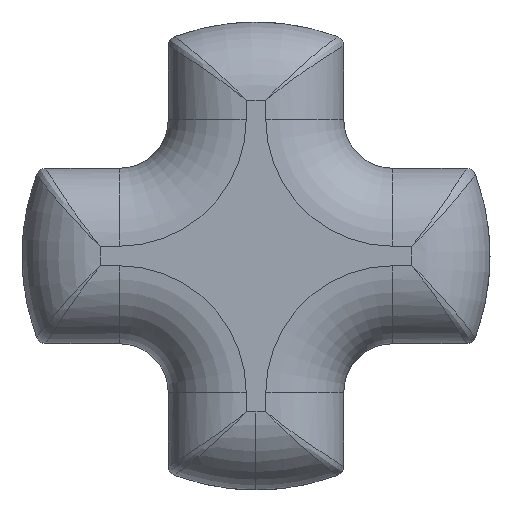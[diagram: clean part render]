
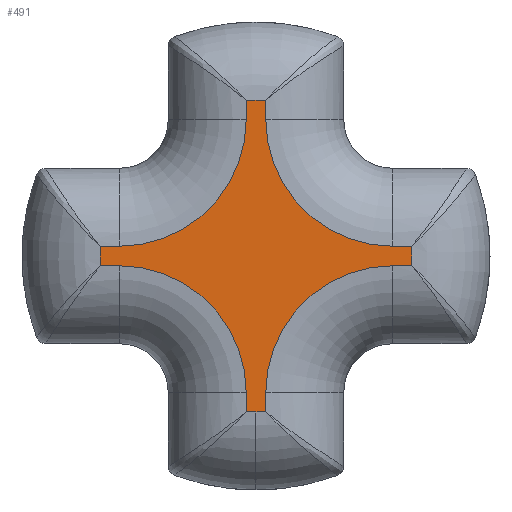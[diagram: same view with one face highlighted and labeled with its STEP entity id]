
A CAD part, left-side view. The second image highlights one B-rep face of the part: STEP entity #491.
In plain terms, the highlighted planar face has unit normal (-1, 0, 0).
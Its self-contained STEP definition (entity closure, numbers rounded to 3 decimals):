
#6 = VERTEX_POINT ( 'NONE', #7105 ) ;
#62 = ORIENTED_EDGE ( 'NONE', *, *, #7371, .T. ) ;
#108 = CARTESIAN_POINT ( 'NONE',  ( 0., -1.4, 0.1 ) ) ;
#153 = ORIENTED_EDGE ( 'NONE', *, *, #5365, .T. ) ;
#328 = ORIENTED_EDGE ( 'NONE', *, *, #6393, .T. ) ;
#358 = CARTESIAN_POINT ( 'NONE',  ( 0., 0.1, 1.597 ) ) ;
#364 = DIRECTION ( 'NONE',  ( -1., 0., 0. ) ) ;
#491 = ADVANCED_FACE ( 'NONE', ( #2377 ), #3140, .F. ) ;
#519 = CARTESIAN_POINT ( 'NONE',  ( 0., 0., 0. ) ) ;
#533 = VERTEX_POINT ( 'NONE', #7820 ) ;
#611 = VERTEX_POINT ( 'NONE', #3923 ) ;
#663 = CARTESIAN_POINT ( 'NONE',  ( 0., -1.597, -0.1 ) ) ;
#785 = CARTESIAN_POINT ( 'NONE',  ( 0., 0.1, 1.4 ) ) ;
#836 = EDGE_CURVE ( 'NONE', #533, #2733, #3627, .T. ) ;
#846 = DIRECTION ( 'NONE',  ( 1., 0., 0. ) ) ;
#861 = VERTEX_POINT ( 'NONE', #5901 ) ;
#873 = CARTESIAN_POINT ( 'NONE',  ( 0., 0., 0. ) ) ;
#881 = VECTOR ( 'NONE', #5556, 1000. ) ;
#893 = LINE ( 'NONE', #6558, #6004 ) ;
#929 = DIRECTION ( 'NONE',  ( -1., 0., 0. ) ) ;
#971 = CARTESIAN_POINT ( 'NONE',  ( 0., -1.597, 0.1 ) ) ;
#1007 = LINE ( 'NONE', #2928, #7665 ) ;
#1062 = ORIENTED_EDGE ( 'NONE', *, *, #1200, .T. ) ;
#1173 = DIRECTION ( 'NONE',  ( 0., 0., -1. ) ) ;
#1175 = DIRECTION ( 'NONE',  ( 0., 0., 1. ) ) ;
#1200 = EDGE_CURVE ( 'NONE', #2111, #5816, #1740, .T. ) ;
#1211 = VECTOR ( 'NONE', #1291, 1000. ) ;
#1229 = EDGE_CURVE ( 'NONE', #1946, #2099, #7780, .T. ) ;
#1291 = DIRECTION ( 'NONE',  ( 0., 0., 1. ) ) ;
#1358 = DIRECTION ( 'NONE',  ( -1., 0., 0. ) ) ;
#1410 = AXIS2_PLACEMENT_3D ( 'NONE', #5494, #1499, #6143 ) ;
#1499 = DIRECTION ( 'NONE',  ( 1., 0., 0. ) ) ;
#1516 = CIRCLE ( 'NONE', #1410, 1.3 ) ;
#1534 = LINE ( 'NONE', #5846, #2676 ) ;
#1549 = DIRECTION ( 'NONE',  ( 0., 0., -1. ) ) ;
#1643 = AXIS2_PLACEMENT_3D ( 'NONE', #8420, #8452, #4493 ) ;
#1740 = LINE ( 'NONE', #3234, #2673 ) ;
#1768 = VERTEX_POINT ( 'NONE', #4208 ) ;
#1780 = ORIENTED_EDGE ( 'NONE', *, *, #7714, .T. ) ;
#1886 = ORIENTED_EDGE ( 'NONE', *, *, #2143, .T. ) ;
#1946 = VERTEX_POINT ( 'NONE', #7249 ) ;
#1963 = CARTESIAN_POINT ( 'NONE',  ( 0., -0.1, 0. ) ) ;
#1981 = CIRCLE ( 'NONE', #2846, 1.3 ) ;
#2099 = VERTEX_POINT ( 'NONE', #3374 ) ;
#2111 = VERTEX_POINT ( 'NONE', #971 ) ;
#2117 = CARTESIAN_POINT ( 'NONE',  ( 0., 0., -0.1 ) ) ;
#2143 = EDGE_CURVE ( 'NONE', #8346, #3225, #5989, .T. ) ;
#2270 = DIRECTION ( 'NONE',  ( 0., 0., -1. ) ) ;
#2346 = EDGE_CURVE ( 'NONE', #6486, #861, #8264, .T. ) ;
#2377 = FACE_OUTER_BOUND ( 'NONE', #7109, .T. ) ;
#2518 = DIRECTION ( 'NONE',  ( 1., 0., 0. ) ) ;
#2534 = AXIS2_PLACEMENT_3D ( 'NONE', #5347, #1358, #6001 ) ;
#2553 = ORIENTED_EDGE ( 'NONE', *, *, #2940, .T. ) ;
#2562 = DIRECTION ( 'NONE',  ( 0., 0., -1. ) ) ;
#2590 = CARTESIAN_POINT ( 'NONE',  ( 0., 0., 0.1 ) ) ;
#2623 = ORIENTED_EDGE ( 'NONE', *, *, #5885, .T. ) ;
#2673 = VECTOR ( 'NONE', #7199, 1000. ) ;
#2676 = VECTOR ( 'NONE', #1175, 1000. ) ;
#2733 = VERTEX_POINT ( 'NONE', #3670 ) ;
#2775 = CIRCLE ( 'NONE', #3039, 1.6 ) ;
#2846 = AXIS2_PLACEMENT_3D ( 'NONE', #4829, #846, #5514 ) ;
#2897 = AXIS2_PLACEMENT_3D ( 'NONE', #6507, #2518, #7194 ) ;
#2916 = ORIENTED_EDGE ( 'NONE', *, *, #4723, .T. ) ;
#2928 = CARTESIAN_POINT ( 'NONE',  ( 0., 0.1, 0. ) ) ;
#2940 = EDGE_CURVE ( 'NONE', #1768, #533, #8259, .T. ) ;
#3039 = AXIS2_PLACEMENT_3D ( 'NONE', #4916, #929, #5592 ) ;
#3140 = PLANE ( 'NONE',  #1643 ) ;
#3187 = AXIS2_PLACEMENT_3D ( 'NONE', #3228, #7873, #3919 ) ;
#3225 = VERTEX_POINT ( 'NONE', #358 ) ;
#3228 = CARTESIAN_POINT ( 'NONE',  ( 0., 1.4, -1.4 ) ) ;
#3234 = CARTESIAN_POINT ( 'NONE',  ( 0., 0., 0.1 ) ) ;
#3244 = DIRECTION ( 'NONE',  ( 0., -1., 0. ) ) ;
#3374 = CARTESIAN_POINT ( 'NONE',  ( 0., 1.597, 0.1 ) ) ;
#3394 = AXIS2_PLACEMENT_3D ( 'NONE', #519, #5161, #1173 ) ;
#3425 = CARTESIAN_POINT ( 'NONE',  ( 0., -0.1, 1.4 ) ) ;
#3428 = VERTEX_POINT ( 'NONE', #785 ) ;
#3549 = ORIENTED_EDGE ( 'NONE', *, *, #1229, .T. ) ;
#3627 = CIRCLE ( 'NONE', #3187, 1.3 ) ;
#3637 = ORIENTED_EDGE ( 'NONE', *, *, #5031, .T. ) ;
#3670 = CARTESIAN_POINT ( 'NONE',  ( 0., 0.1, -1.4 ) ) ;
#3697 = AXIS2_PLACEMENT_3D ( 'NONE', #4361, #364, #5014 ) ;
#3777 = EDGE_CURVE ( 'NONE', #6929, #2111, #8350, .T. ) ;
#3919 = DIRECTION ( 'NONE',  ( 0., 0., -1. ) ) ;
#3923 = CARTESIAN_POINT ( 'NONE',  ( 0., 0., -1.6 ) ) ;
#4011 = ORIENTED_EDGE ( 'NONE', *, *, #3777, .T. ) ;
#4208 = CARTESIAN_POINT ( 'NONE',  ( 0., 1.597, -0.1 ) ) ;
#4310 = VERTEX_POINT ( 'NONE', #5686 ) ;
#4361 = CARTESIAN_POINT ( 'NONE',  ( 0., 0., 0. ) ) ;
#4425 = VERTEX_POINT ( 'NONE', #3425 ) ;
#4493 = DIRECTION ( 'NONE',  ( 0., 0., -1. ) ) ;
#4723 = EDGE_CURVE ( 'NONE', #4425, #8346, #1534, .T. ) ;
#4829 = CARTESIAN_POINT ( 'NONE',  ( 0., -1.4, -1.4 ) ) ;
#4916 = CARTESIAN_POINT ( 'NONE',  ( 0., 0., 0. ) ) ;
#4918 = ORIENTED_EDGE ( 'NONE', *, *, #2346, .T. ) ;
#4997 = EDGE_CURVE ( 'NONE', #611, #6486, #2775, .T. ) ;
#5014 = DIRECTION ( 'NONE',  ( 0., 0., -1. ) ) ;
#5031 = EDGE_CURVE ( 'NONE', #3225, #3428, #1007, .T. ) ;
#5161 = DIRECTION ( 'NONE',  ( -1., 0., 0. ) ) ;
#5347 = CARTESIAN_POINT ( 'NONE',  ( 0., 0., 0. ) ) ;
#5365 = EDGE_CURVE ( 'NONE', #4310, #611, #7363, .T. ) ;
#5494 = CARTESIAN_POINT ( 'NONE',  ( 0., 1.4, 1.4 ) ) ;
#5514 = DIRECTION ( 'NONE',  ( 0., 0., -1. ) ) ;
#5536 = DIRECTION ( 'NONE',  ( -1., 0., 0. ) ) ;
#5556 = DIRECTION ( 'NONE',  ( 0., -1., 0. ) ) ;
#5592 = DIRECTION ( 'NONE',  ( 0., 0., -1. ) ) ;
#5686 = CARTESIAN_POINT ( 'NONE',  ( 0., 0.1, -1.597 ) ) ;
#5790 = ORIENTED_EDGE ( 'NONE', *, *, #836, .T. ) ;
#5816 = VERTEX_POINT ( 'NONE', #108 ) ;
#5846 = CARTESIAN_POINT ( 'NONE',  ( 0., -0.1, 0. ) ) ;
#5885 = EDGE_CURVE ( 'NONE', #6, #6929, #6175, .T. ) ;
#5901 = CARTESIAN_POINT ( 'NONE',  ( 0., -0.1, -1.4 ) ) ;
#5989 = CIRCLE ( 'NONE', #3697, 1.6 ) ;
#6001 = DIRECTION ( 'NONE',  ( 0., 0., -1. ) ) ;
#6004 = VECTOR ( 'NONE', #2562, 1000. ) ;
#6143 = DIRECTION ( 'NONE',  ( 0., 0., -1. ) ) ;
#6175 = LINE ( 'NONE', #2117, #881 ) ;
#6393 = EDGE_CURVE ( 'NONE', #2099, #1768, #8509, .T. ) ;
#6486 = VERTEX_POINT ( 'NONE', #6555 ) ;
#6507 = CARTESIAN_POINT ( 'NONE',  ( 0., -1.4, 1.4 ) ) ;
#6509 = VECTOR ( 'NONE', #3244, 1000. ) ;
#6555 = CARTESIAN_POINT ( 'NONE',  ( 0., -0.1, -1.597 ) ) ;
#6558 = CARTESIAN_POINT ( 'NONE',  ( 0., 0.1, 0. ) ) ;
#6575 = DIRECTION ( 'NONE',  ( 0., 1., 0. ) ) ;
#6692 = CARTESIAN_POINT ( 'NONE',  ( 0., -0.1, 1.597 ) ) ;
#6929 = VERTEX_POINT ( 'NONE', #663 ) ;
#7105 = CARTESIAN_POINT ( 'NONE',  ( 0., -1.4, -0.1 ) ) ;
#7109 = EDGE_LOOP ( 'NONE', ( #7503, #3549, #328, #2553, #5790, #62, #153, #7956, #4918, #7423, #2623, #4011, #1062, #1780, #2916, #1886, #3637 ) ) ;
#7194 = DIRECTION ( 'NONE',  ( 0., 0., -1. ) ) ;
#7199 = DIRECTION ( 'NONE',  ( 0., 1., 0. ) ) ;
#7249 = CARTESIAN_POINT ( 'NONE',  ( 0., 1.4, 0.1 ) ) ;
#7344 = AXIS2_PLACEMENT_3D ( 'NONE', #873, #5536, #1549 ) ;
#7363 = CIRCLE ( 'NONE', #7344, 1.6 ) ;
#7371 = EDGE_CURVE ( 'NONE', #2733, #4310, #893, .T. ) ;
#7423 = ORIENTED_EDGE ( 'NONE', *, *, #8424, .T. ) ;
#7458 = CIRCLE ( 'NONE', #2897, 1.3 ) ;
#7503 = ORIENTED_EDGE ( 'NONE', *, *, #7892, .T. ) ;
#7665 = VECTOR ( 'NONE', #2270, 1000. ) ;
#7714 = EDGE_CURVE ( 'NONE', #5816, #4425, #7458, .T. ) ;
#7780 = LINE ( 'NONE', #2590, #7995 ) ;
#7820 = CARTESIAN_POINT ( 'NONE',  ( 0., 1.4, -0.1 ) ) ;
#7873 = DIRECTION ( 'NONE',  ( 1., 0., 0. ) ) ;
#7892 = EDGE_CURVE ( 'NONE', #3428, #1946, #1516, .T. ) ;
#7906 = CARTESIAN_POINT ( 'NONE',  ( 0., 0., -0.1 ) ) ;
#7956 = ORIENTED_EDGE ( 'NONE', *, *, #4997, .T. ) ;
#7995 = VECTOR ( 'NONE', #6575, 1000. ) ;
#8259 = LINE ( 'NONE', #7906, #6509 ) ;
#8264 = LINE ( 'NONE', #1963, #1211 ) ;
#8346 = VERTEX_POINT ( 'NONE', #6692 ) ;
#8350 = CIRCLE ( 'NONE', #2534, 1.6 ) ;
#8420 = CARTESIAN_POINT ( 'NONE',  ( 0., 0., 0. ) ) ;
#8424 = EDGE_CURVE ( 'NONE', #861, #6, #1981, .T. ) ;
#8452 = DIRECTION ( 'NONE',  ( 1., 0., 0. ) ) ;
#8509 = CIRCLE ( 'NONE', #3394, 1.6 ) ;
